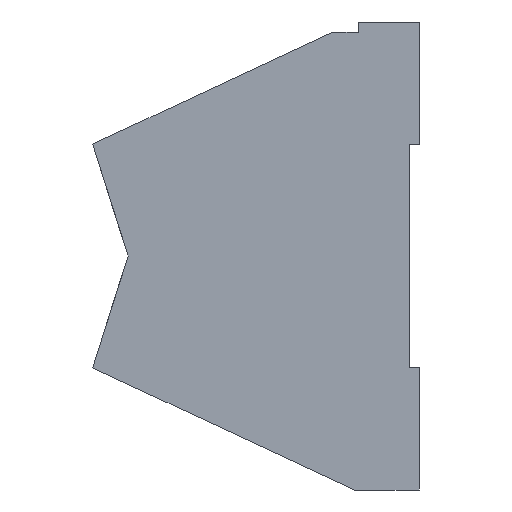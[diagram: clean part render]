
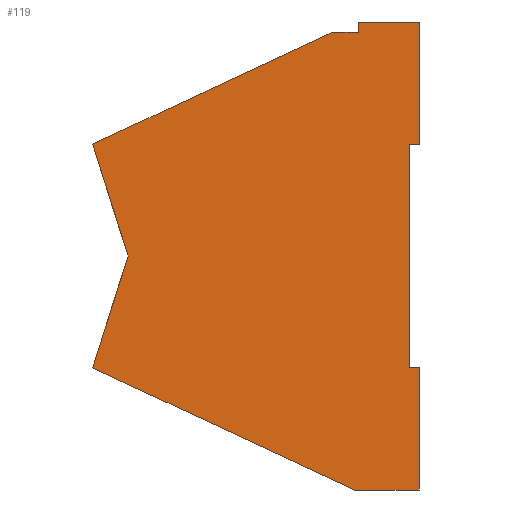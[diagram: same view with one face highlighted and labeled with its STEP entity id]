
A CAD part, left-side view. The second image highlights one B-rep face of the part: STEP entity #119.
In plain terms, the highlighted planar face has unit normal (-1, 0, 0).
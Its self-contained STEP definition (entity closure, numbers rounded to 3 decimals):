
#119 = ADVANCED_FACE( '', ( #209 ), #210, .F. );
#209 = FACE_OUTER_BOUND( '', #299, .T. );
#210 = PLANE( '', #300 );
#299 = EDGE_LOOP( '', ( #678, #679, #680, #681, #682, #683, #684, #685, #686, #687, #688, #689, #690 ) );
#300 = AXIS2_PLACEMENT_3D( '', #691, #692, #693 );
#678 = ORIENTED_EDGE( '', *, *, #822, .F. );
#679 = ORIENTED_EDGE( '', *, *, #801, .F. );
#680 = ORIENTED_EDGE( '', *, *, #805, .F. );
#681 = ORIENTED_EDGE( '', *, *, #808, .F. );
#682 = ORIENTED_EDGE( '', *, *, #811, .F. );
#683 = ORIENTED_EDGE( '', *, *, #812, .F. );
#684 = ORIENTED_EDGE( '', *, *, #796, .F. );
#685 = ORIENTED_EDGE( '', *, *, #815, .F. );
#686 = ORIENTED_EDGE( '', *, *, #818, .F. );
#687 = ORIENTED_EDGE( '', *, *, #820, .F. );
#688 = ORIENTED_EDGE( '', *, *, #747, .F. );
#689 = ORIENTED_EDGE( '', *, *, #798, .F. );
#690 = ORIENTED_EDGE( '', *, *, #763, .F. );
#691 = CARTESIAN_POINT( '', ( 0., 0., 0. ) );
#692 = DIRECTION( '', ( 1., 0., 0. ) );
#693 = DIRECTION( '', ( 0., 0., -1. ) );
#747 = EDGE_CURVE( '', #916, #918, #919, .T. );
#763 = EDGE_CURVE( '', #940, #942, #943, .T. );
#796 = EDGE_CURVE( '', #983, #985, #986, .T. );
#798 = EDGE_CURVE( '', #942, #916, #988, .T. );
#801 = EDGE_CURVE( '', #992, #994, #995, .T. );
#805 = EDGE_CURVE( '', #999, #992, #1001, .T. );
#808 = EDGE_CURVE( '', #1004, #999, #1006, .T. );
#811 = EDGE_CURVE( '', #1008, #1004, #1010, .T. );
#812 = EDGE_CURVE( '', #985, #1008, #1011, .T. );
#815 = EDGE_CURVE( '', #1014, #983, #1016, .T. );
#818 = EDGE_CURVE( '', #1019, #1014, #1021, .T. );
#820 = EDGE_CURVE( '', #918, #1019, #1023, .T. );
#822 = EDGE_CURVE( '', #994, #940, #1025, .T. );
#916 = VERTEX_POINT( '', #1142 );
#918 = VERTEX_POINT( '', #1145 );
#919 = LINE( '', #1146, #1147 );
#940 = VERTEX_POINT( '', #1179 );
#942 = VERTEX_POINT( '', #1182 );
#943 = LINE( '', #1183, #1184 );
#983 = VERTEX_POINT( '', #1239 );
#985 = VERTEX_POINT( '', #1242 );
#986 = LINE( '', #1243, #1244 );
#988 = LINE( '', #1247, #1248 );
#992 = VERTEX_POINT( '', #1253 );
#994 = VERTEX_POINT( '', #1256 );
#995 = LINE( '', #1257, #1258 );
#999 = VERTEX_POINT( '', #1264 );
#1001 = LINE( '', #1267, #1268 );
#1004 = VERTEX_POINT( '', #1272 );
#1006 = LINE( '', #1275, #1276 );
#1008 = VERTEX_POINT( '', #1279 );
#1010 = LINE( '', #1282, #1283 );
#1011 = LINE( '', #1284, #1285 );
#1014 = VERTEX_POINT( '', #1289 );
#1016 = LINE( '', #1292, #1293 );
#1019 = VERTEX_POINT( '', #1297 );
#1021 = LINE( '', #1300, #1301 );
#1023 = LINE( '', #1304, #1305 );
#1025 = LINE( '', #1308, #1309 );
#1142 = CARTESIAN_POINT( '', ( 0., 0.5, -5.5 ) );
#1145 = CARTESIAN_POINT( '', ( 0., 0., -5.5 ) );
#1146 = CARTESIAN_POINT( '', ( 0., 0.5, -5.5 ) );
#1147 = VECTOR( '', #1421, 1. );
#1179 = CARTESIAN_POINT( '', ( 0., 0., 5.5 ) );
#1182 = CARTESIAN_POINT( '', ( 0., 0.5, 5.5 ) );
#1183 = CARTESIAN_POINT( '', ( 0., 0., 5.5 ) );
#1184 = VECTOR( '', #1443, 1. );
#1239 = CARTESIAN_POINT( '', ( 0., 16.045, -5.5 ) );
#1242 = CARTESIAN_POINT( '', ( 0., 14.311, 0. ) );
#1243 = CARTESIAN_POINT( '', ( 0., 16.045, -5.5 ) );
#1244 = VECTOR( '', #1508, 1. );
#1247 = CARTESIAN_POINT( '', ( 0., 0.5, 5.5 ) );
#1248 = VECTOR( '', #1510, 1. );
#1253 = CARTESIAN_POINT( '', ( 0., 3., 11.5 ) );
#1256 = CARTESIAN_POINT( '', ( 0., 0., 11.5 ) );
#1257 = CARTESIAN_POINT( '', ( 0., 3., 11.5 ) );
#1258 = VECTOR( '', #1513, 1. );
#1264 = CARTESIAN_POINT( '', ( 0., 3., 11. ) );
#1267 = CARTESIAN_POINT( '', ( 0., 3., 11. ) );
#1268 = VECTOR( '', #1517, 1. );
#1272 = CARTESIAN_POINT( '', ( 0., 4.25, 11. ) );
#1275 = CARTESIAN_POINT( '', ( 0., 4.25, 11. ) );
#1276 = VECTOR( '', #1520, 1. );
#1279 = CARTESIAN_POINT( '', ( 0., 16.045, 5.5 ) );
#1282 = CARTESIAN_POINT( '', ( 0., 16.045, 5.5 ) );
#1283 = VECTOR( '', #1523, 1. );
#1284 = CARTESIAN_POINT( '', ( 0., 14.311, 0. ) );
#1285 = VECTOR( '', #1524, 1. );
#1289 = CARTESIAN_POINT( '', ( 0., 3.178, -11.5 ) );
#1292 = CARTESIAN_POINT( '', ( 0., 3.178, -11.5 ) );
#1293 = VECTOR( '', #1527, 1. );
#1297 = CARTESIAN_POINT( '', ( 0., 0., -11.5 ) );
#1300 = CARTESIAN_POINT( '', ( 0., 0., -11.5 ) );
#1301 = VECTOR( '', #1530, 1. );
#1304 = CARTESIAN_POINT( '', ( 0., 0., -5.5 ) );
#1305 = VECTOR( '', #1532, 1. );
#1308 = CARTESIAN_POINT( '', ( 0., 0., 11.5 ) );
#1309 = VECTOR( '', #1534, 1. );
#1421 = DIRECTION( '', ( 0., -1., 0. ) );
#1443 = DIRECTION( '', ( 0., 1., 0. ) );
#1508 = DIRECTION( '', ( 0., -0.301, 0.954 ) );
#1510 = DIRECTION( '', ( 0., 0., -1. ) );
#1513 = DIRECTION( '', ( 0., -1., 0. ) );
#1517 = DIRECTION( '', ( 0., 0., 1. ) );
#1520 = DIRECTION( '', ( 0., -1., 0. ) );
#1523 = DIRECTION( '', ( 0., -0.906, 0.423 ) );
#1524 = DIRECTION( '', ( 0., 0.301, 0.954 ) );
#1527 = DIRECTION( '', ( 0., 0.906, 0.423 ) );
#1530 = DIRECTION( '', ( 0., 1., 0. ) );
#1532 = DIRECTION( '', ( 0., 0., -1. ) );
#1534 = DIRECTION( '', ( 0., 0., -1. ) );
